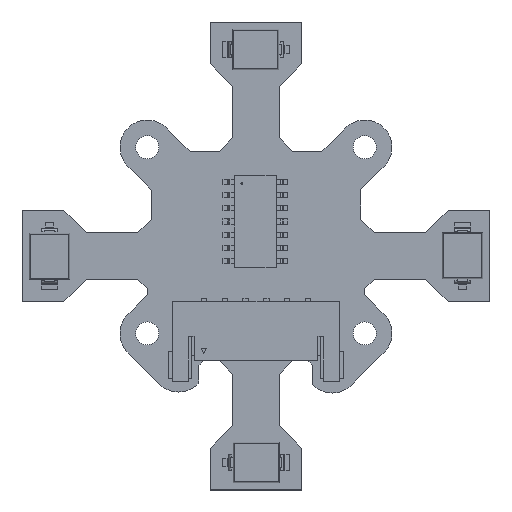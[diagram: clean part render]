
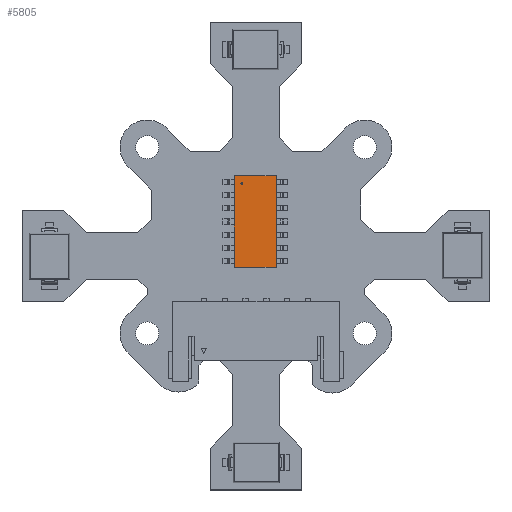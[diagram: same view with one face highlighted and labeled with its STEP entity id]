
A CAD part, top view. The second image highlights one B-rep face of the part: STEP entity #5805.
In plain terms, the highlighted planar face has unit normal (0, 0, 1).
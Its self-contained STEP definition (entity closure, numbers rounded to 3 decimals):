
#5499 = PLANE('',#5500);
#5500 = AXIS2_PLACEMENT_3D('',#5501,#5502,#5503);
#5501 = CARTESIAN_POINT('',(-1.994,-4.369,0.));
#5502 = DIRECTION('',(0.,-1.,0.));
#5503 = DIRECTION('',(0.,0.,1.));
#5524 = VERTEX_POINT('',#5525);
#5525 = CARTESIAN_POINT('',(1.994,-4.369,1.753));
#5539 = PLANE('',#5540);
#5540 = AXIS2_PLACEMENT_3D('',#5541,#5542,#5543);
#5541 = CARTESIAN_POINT('',(1.994,-4.369,0.));
#5542 = DIRECTION('',(1.,0.,0.));
#5543 = DIRECTION('',(0.,0.,1.));
#5551 = EDGE_CURVE('',#5552,#5524,#5554,.T.);
#5552 = VERTEX_POINT('',#5553);
#5553 = CARTESIAN_POINT('',(-1.994,-4.369,1.753));
#5554 = SURFACE_CURVE('',#5555,(#5559,#5566),.PCURVE_S1.);
#5555 = LINE('',#5556,#5557);
#5556 = CARTESIAN_POINT('',(-1.994,-4.369,1.753));
#5557 = VECTOR('',#5558,1.);
#5558 = DIRECTION('',(1.,0.,0.));
#5559 = PCURVE('',#5499,#5560);
#5560 = DEFINITIONAL_REPRESENTATION('',(#5561),#5565);
#5561 = LINE('',#5562,#5563);
#5562 = CARTESIAN_POINT('',(1.753,0.));
#5563 = VECTOR('',#5564,1.);
#5564 = DIRECTION('',(0.,-1.));
#5565 = ( GEOMETRIC_REPRESENTATION_CONTEXT(2) 
PARAMETRIC_REPRESENTATION_CONTEXT() REPRESENTATION_CONTEXT('2D SPACE',''
  ) );
#5566 = PCURVE('',#5567,#5572);
#5567 = PLANE('',#5568);
#5568 = AXIS2_PLACEMENT_3D('',#5569,#5570,#5571);
#5569 = CARTESIAN_POINT('',(-1.994,-4.369,1.753));
#5570 = DIRECTION('',(0.,0.,1.));
#5571 = DIRECTION('',(0.,1.,0.));
#5572 = DEFINITIONAL_REPRESENTATION('',(#5573),#5577);
#5573 = LINE('',#5574,#5575);
#5574 = CARTESIAN_POINT('',(0.,0.));
#5575 = VECTOR('',#5576,1.);
#5576 = DIRECTION('',(0.,-1.));
#5577 = ( GEOMETRIC_REPRESENTATION_CONTEXT(2) 
PARAMETRIC_REPRESENTATION_CONTEXT() REPRESENTATION_CONTEXT('2D SPACE',''
  ) );
#5593 = PLANE('',#5594);
#5594 = AXIS2_PLACEMENT_3D('',#5595,#5596,#5597);
#5595 = CARTESIAN_POINT('',(-1.994,4.369,0.));
#5596 = DIRECTION('',(-1.,0.,0.));
#5597 = DIRECTION('',(0.,0.,1.));
#5632 = VERTEX_POINT('',#5633);
#5633 = CARTESIAN_POINT('',(1.994,4.369,1.753));
#5647 = PLANE('',#5648);
#5648 = AXIS2_PLACEMENT_3D('',#5649,#5650,#5651);
#5649 = CARTESIAN_POINT('',(1.994,4.369,0.));
#5650 = DIRECTION('',(0.,1.,0.));
#5651 = DIRECTION('',(0.,-0.,1.));
#5659 = EDGE_CURVE('',#5524,#5632,#5660,.T.);
#5660 = SURFACE_CURVE('',#5661,(#5665,#5672),.PCURVE_S1.);
#5661 = LINE('',#5662,#5663);
#5662 = CARTESIAN_POINT('',(1.994,-4.369,1.753));
#5663 = VECTOR('',#5664,1.);
#5664 = DIRECTION('',(0.,1.,0.));
#5665 = PCURVE('',#5539,#5666);
#5666 = DEFINITIONAL_REPRESENTATION('',(#5667),#5671);
#5667 = LINE('',#5668,#5669);
#5668 = CARTESIAN_POINT('',(1.753,0.));
#5669 = VECTOR('',#5670,1.);
#5670 = DIRECTION('',(0.,-1.));
#5671 = ( GEOMETRIC_REPRESENTATION_CONTEXT(2) 
PARAMETRIC_REPRESENTATION_CONTEXT() REPRESENTATION_CONTEXT('2D SPACE',''
  ) );
#5672 = PCURVE('',#5567,#5673);
#5673 = DEFINITIONAL_REPRESENTATION('',(#5674),#5678);
#5674 = LINE('',#5675,#5676);
#5675 = CARTESIAN_POINT('',(0.,-3.988));
#5676 = VECTOR('',#5677,1.);
#5677 = DIRECTION('',(1.,0.));
#5678 = ( GEOMETRIC_REPRESENTATION_CONTEXT(2) 
PARAMETRIC_REPRESENTATION_CONTEXT() REPRESENTATION_CONTEXT('2D SPACE',''
  ) );
#5708 = VERTEX_POINT('',#5709);
#5709 = CARTESIAN_POINT('',(-1.994,4.369,1.753));
#5730 = EDGE_CURVE('',#5632,#5708,#5731,.T.);
#5731 = SURFACE_CURVE('',#5732,(#5736,#5743),.PCURVE_S1.);
#5732 = LINE('',#5733,#5734);
#5733 = CARTESIAN_POINT('',(1.994,4.369,1.753));
#5734 = VECTOR('',#5735,1.);
#5735 = DIRECTION('',(-1.,0.,0.));
#5736 = PCURVE('',#5647,#5737);
#5737 = DEFINITIONAL_REPRESENTATION('',(#5738),#5742);
#5738 = LINE('',#5739,#5740);
#5739 = CARTESIAN_POINT('',(1.753,0.));
#5740 = VECTOR('',#5741,1.);
#5741 = DIRECTION('',(0.,-1.));
#5742 = ( GEOMETRIC_REPRESENTATION_CONTEXT(2) 
PARAMETRIC_REPRESENTATION_CONTEXT() REPRESENTATION_CONTEXT('2D SPACE',''
  ) );
#5743 = PCURVE('',#5567,#5744);
#5744 = DEFINITIONAL_REPRESENTATION('',(#5745),#5749);
#5745 = LINE('',#5746,#5747);
#5746 = CARTESIAN_POINT('',(8.738,-3.988));
#5747 = VECTOR('',#5748,1.);
#5748 = DIRECTION('',(0.,1.));
#5749 = ( GEOMETRIC_REPRESENTATION_CONTEXT(2) 
PARAMETRIC_REPRESENTATION_CONTEXT() REPRESENTATION_CONTEXT('2D SPACE',''
  ) );
#5777 = EDGE_CURVE('',#5708,#5552,#5778,.T.);
#5778 = SURFACE_CURVE('',#5779,(#5783,#5790),.PCURVE_S1.);
#5779 = LINE('',#5780,#5781);
#5780 = CARTESIAN_POINT('',(-1.994,4.369,1.753));
#5781 = VECTOR('',#5782,1.);
#5782 = DIRECTION('',(0.,-1.,0.));
#5783 = PCURVE('',#5593,#5784);
#5784 = DEFINITIONAL_REPRESENTATION('',(#5785),#5789);
#5785 = LINE('',#5786,#5787);
#5786 = CARTESIAN_POINT('',(1.753,0.));
#5787 = VECTOR('',#5788,1.);
#5788 = DIRECTION('',(0.,-1.));
#5789 = ( GEOMETRIC_REPRESENTATION_CONTEXT(2) 
PARAMETRIC_REPRESENTATION_CONTEXT() REPRESENTATION_CONTEXT('2D SPACE',''
  ) );
#5790 = PCURVE('',#5567,#5791);
#5791 = DEFINITIONAL_REPRESENTATION('',(#5792),#5796);
#5792 = LINE('',#5793,#5794);
#5793 = CARTESIAN_POINT('',(8.738,0.));
#5794 = VECTOR('',#5795,1.);
#5795 = DIRECTION('',(-1.,0.));
#5796 = ( GEOMETRIC_REPRESENTATION_CONTEXT(2) 
PARAMETRIC_REPRESENTATION_CONTEXT() REPRESENTATION_CONTEXT('2D SPACE',''
  ) );
#5805 = ADVANCED_FACE('',(#5806),#5567,.T.);
#5806 = FACE_BOUND('',#5807,.T.);
#5807 = EDGE_LOOP('',(#5808,#5809,#5810,#5811));
#5808 = ORIENTED_EDGE('',*,*,#5551,.T.);
#5809 = ORIENTED_EDGE('',*,*,#5659,.T.);
#5810 = ORIENTED_EDGE('',*,*,#5730,.T.);
#5811 = ORIENTED_EDGE('',*,*,#5777,.T.);
